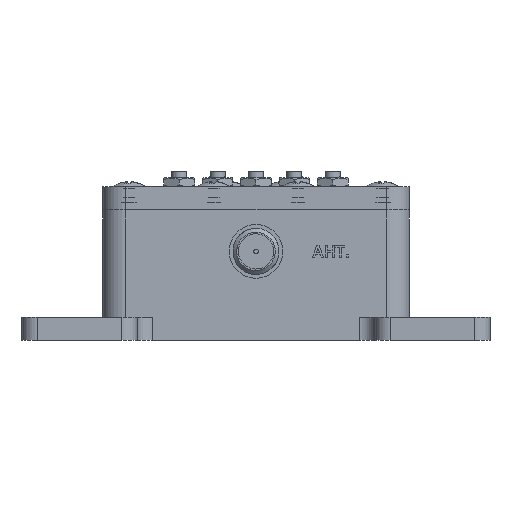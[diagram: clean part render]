
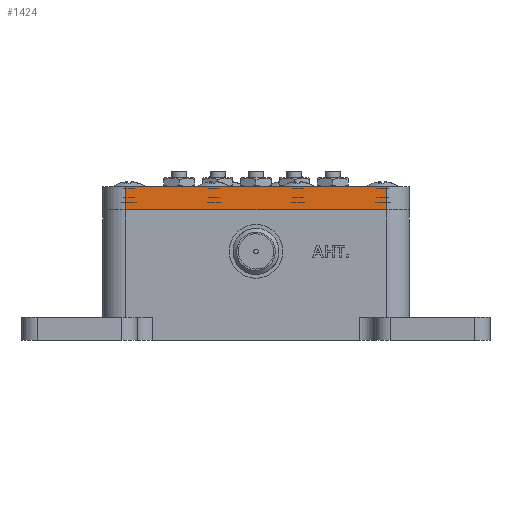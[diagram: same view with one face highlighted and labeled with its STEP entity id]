
A CAD part, left-side view. The second image highlights one B-rep face of the part: STEP entity #1424.
In plain terms, the highlighted planar face has unit normal (-1, 0, 0).
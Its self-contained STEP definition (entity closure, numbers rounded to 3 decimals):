
#1424=ADVANCED_FACE('',(#25610),#25612,.F.);
#25610=FACE_BOUND('',#25611,.T.);
#25611=EDGE_LOOP('',(#53381,#53382,#53383,#53384));
#25612=PLANE('',#25613);
#25613=AXIS2_PLACEMENT_3D('',#25614,#25615,#25616);
#25614=CARTESIAN_POINT('',(-35.,17.,20.));
#25615=DIRECTION('',(1.,0.,-0.));
#25616=DIRECTION('',(-0.,0.,-1.));
#53381=ORIENTED_EDGE('',*,*,#67700,.T.);
#53382=ORIENTED_EDGE('',*,*,#67681,.F.);
#53383=ORIENTED_EDGE('',*,*,#67701,.F.);
#53384=ORIENTED_EDGE('',*,*,#67698,.T.);
#67681=EDGE_CURVE('',#74626,#74621,#74628,.T.);
#67698=EDGE_CURVE('',#74656,#74654,#74657,.T.);
#67700=EDGE_CURVE('',#74654,#74621,#74659,.T.);
#67701=EDGE_CURVE('',#74656,#74626,#74660,.T.);
#74621=VERTEX_POINT('',#86240);
#74626=VERTEX_POINT('',#86250);
#74628=LINE('',#86255,#86256);
#74654=VERTEX_POINT('',#86317);
#74656=VERTEX_POINT('',#86322);
#74657=LINE('',#86323,#86324);
#74659=LINE('',#86330,#86331);
#74660=LINE('',#86333,#86334);
#86240=CARTESIAN_POINT('',(-35.,-17.,17.));
#86250=CARTESIAN_POINT('',(-35.,-17.,20.));
#86255=CARTESIAN_POINT('',(-35.,-17.,20.));
#86256=VECTOR('',#86257,1.);
#86257=DIRECTION('',(0.,0.,-1.));
#86317=CARTESIAN_POINT('',(-35.,17.,17.));
#86322=CARTESIAN_POINT('',(-35.,17.,20.));
#86323=CARTESIAN_POINT('',(-35.,17.,20.));
#86324=VECTOR('',#86325,1.);
#86325=DIRECTION('',(0.,0.,-1.));
#86330=CARTESIAN_POINT('',(-35.,17.,17.));
#86331=VECTOR('',#86332,1.);
#86332=DIRECTION('',(0.,-1.,0.));
#86333=CARTESIAN_POINT('',(-35.,17.,20.));
#86334=VECTOR('',#86335,1.);
#86335=DIRECTION('',(0.,-1.,0.));
